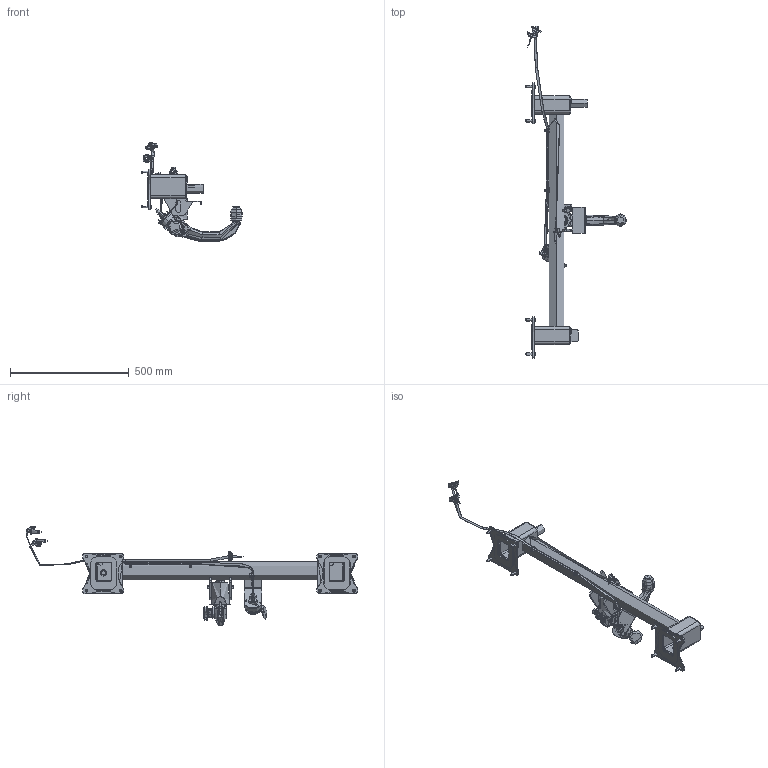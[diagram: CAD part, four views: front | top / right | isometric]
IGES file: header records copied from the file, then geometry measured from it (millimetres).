
Start section: START RECORD GO HERE.
Global section: file name: A1643100937-euro-hitch.igs; native system: IBM CATIA IGES - CATIA Version 5 Release 16 ; preprocessor: CATIA Version 5 Release 16 ; author: gclark; date: 20081001.095602; units: millimetre
Bounding box: 422.7 x 1397.2 x 419.77 mm (x, y, z)
Topology: 0 solids, 0 shells, 5011 faces, 24925 edges, 24757 vertices
Faces by surface type: bspline 1856, revolution 1689, plane 1466
